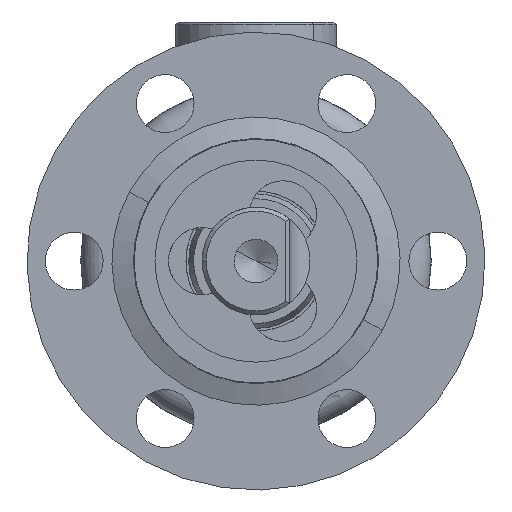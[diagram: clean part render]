
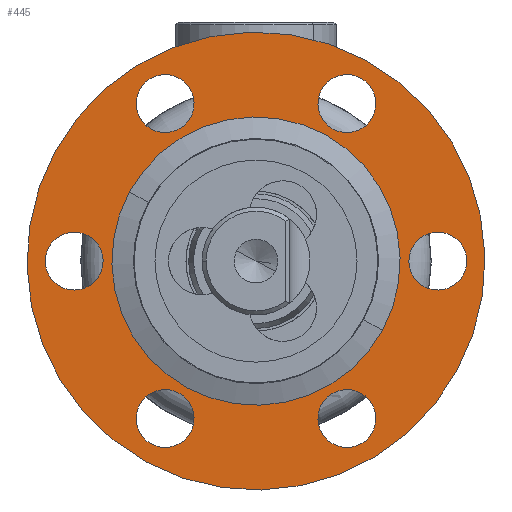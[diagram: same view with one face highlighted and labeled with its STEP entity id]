
A CAD part, left-side view. The second image highlights one B-rep face of the part: STEP entity #445.
In plain terms, the highlighted planar face has unit normal (-1, 0, 0).
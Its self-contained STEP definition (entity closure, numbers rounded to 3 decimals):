
#288=AXIS2_PLACEMENT_3D('Circle Axis2P3D',#286,#287,$) ;
#300=AXIS2_PLACEMENT_3D('Circle Axis2P3D',#298,#299,$) ;
#313=AXIS2_PLACEMENT_3D('Plane Axis2P3D',#310,#311,#312) ;
#321=AXIS2_PLACEMENT_3D('Circle Axis2P3D',#319,#320,$) ;
#330=AXIS2_PLACEMENT_3D('Circle Axis2P3D',#328,#329,$) ;
#339=AXIS2_PLACEMENT_3D('Circle Axis2P3D',#337,#338,$) ;
#348=AXIS2_PLACEMENT_3D('Circle Axis2P3D',#346,#347,$) ;
#357=AXIS2_PLACEMENT_3D('Circle Axis2P3D',#355,#356,$) ;
#366=AXIS2_PLACEMENT_3D('Circle Axis2P3D',#364,#365,$) ;
#375=AXIS2_PLACEMENT_3D('Circle Axis2P3D',#373,#374,$) ;
#384=AXIS2_PLACEMENT_3D('Circle Axis2P3D',#382,#383,$) ;
#393=AXIS2_PLACEMENT_3D('Circle Axis2P3D',#391,#392,$) ;
#402=AXIS2_PLACEMENT_3D('Circle Axis2P3D',#400,#401,$) ;
#411=AXIS2_PLACEMENT_3D('Circle Axis2P3D',#409,#410,$) ;
#420=AXIS2_PLACEMENT_3D('Circle Axis2P3D',#418,#419,$) ;
#429=AXIS2_PLACEMENT_3D('Circle Axis2P3D',#427,#428,$) ;
#438=AXIS2_PLACEMENT_3D('Circle Axis2P3D',#436,#437,$) ;
#276=CARTESIAN_POINT('Vertex',(0.,14.919,8.15)) ;
#283=CARTESIAN_POINT('Vertex',(0.,-14.919,-8.15)) ;
#286=CARTESIAN_POINT('Axis2P3D Location',(0.,0.,0.)) ;
#298=CARTESIAN_POINT('Axis2P3D Location',(0.,0.,0.)) ;
#310=CARTESIAN_POINT('Axis2P3D Location',(0.,10.7,0.)) ;
#319=CARTESIAN_POINT('Axis2P3D Location',(0.,-13.5,0.)) ;
#323=CARTESIAN_POINT('Vertex',(0.,-15.387,-1.031)) ;
#325=CARTESIAN_POINT('Vertex',(0.,-11.613,1.031)) ;
#328=CARTESIAN_POINT('Axis2P3D Location',(0.,-13.5,0.)) ;
#337=CARTESIAN_POINT('Axis2P3D Location',(0.,0.,0.)) ;
#341=CARTESIAN_POINT('Vertex',(0.,-9.39,-5.13)) ;
#343=CARTESIAN_POINT('Vertex',(0.,9.39,5.13)) ;
#346=CARTESIAN_POINT('Axis2P3D Location',(0.,0.,0.)) ;
#355=CARTESIAN_POINT('Axis2P3D Location',(0.,-6.75,-11.691)) ;
#359=CARTESIAN_POINT('Vertex',(0.,-4.863,-10.661)) ;
#361=CARTESIAN_POINT('Vertex',(0.,-8.637,-12.722)) ;
#364=CARTESIAN_POINT('Axis2P3D Location',(0.,-6.75,-11.691)) ;
#373=CARTESIAN_POINT('Axis2P3D Location',(0.,6.75,-11.691)) ;
#377=CARTESIAN_POINT('Vertex',(0.,8.637,-10.661)) ;
#379=CARTESIAN_POINT('Vertex',(0.,4.863,-12.722)) ;
#382=CARTESIAN_POINT('Axis2P3D Location',(0.,6.75,-11.691)) ;
#391=CARTESIAN_POINT('Axis2P3D Location',(0.,13.5,0.)) ;
#395=CARTESIAN_POINT('Vertex',(0.,15.387,1.031)) ;
#397=CARTESIAN_POINT('Vertex',(0.,11.613,-1.031)) ;
#400=CARTESIAN_POINT('Axis2P3D Location',(0.,13.5,0.)) ;
#409=CARTESIAN_POINT('Axis2P3D Location',(0.,6.75,11.691)) ;
#413=CARTESIAN_POINT('Vertex',(0.,8.637,12.722)) ;
#415=CARTESIAN_POINT('Vertex',(0.,4.863,10.661)) ;
#418=CARTESIAN_POINT('Axis2P3D Location',(0.,6.75,11.691)) ;
#427=CARTESIAN_POINT('Axis2P3D Location',(0.,-6.75,11.691)) ;
#431=CARTESIAN_POINT('Vertex',(0.,-4.863,12.722)) ;
#433=CARTESIAN_POINT('Vertex',(0.,-8.637,10.661)) ;
#436=CARTESIAN_POINT('Axis2P3D Location',(0.,-6.75,11.691)) ;
#287=DIRECTION('Axis2P3D Direction',(1.,0.,0.)) ;
#299=DIRECTION('Axis2P3D Direction',(1.,0.,0.)) ;
#311=DIRECTION('Axis2P3D Direction',(1.,0.,0.)) ;
#312=DIRECTION('Axis2P3D XDirection',(0.,1.,0.)) ;
#320=DIRECTION('Axis2P3D Direction',(1.,0.,0.)) ;
#329=DIRECTION('Axis2P3D Direction',(1.,0.,0.)) ;
#338=DIRECTION('Axis2P3D Direction',(1.,0.,0.)) ;
#347=DIRECTION('Axis2P3D Direction',(1.,0.,0.)) ;
#356=DIRECTION('Axis2P3D Direction',(1.,0.,0.)) ;
#365=DIRECTION('Axis2P3D Direction',(1.,0.,0.)) ;
#374=DIRECTION('Axis2P3D Direction',(1.,0.,0.)) ;
#383=DIRECTION('Axis2P3D Direction',(1.,0.,0.)) ;
#392=DIRECTION('Axis2P3D Direction',(1.,0.,0.)) ;
#401=DIRECTION('Axis2P3D Direction',(1.,0.,0.)) ;
#410=DIRECTION('Axis2P3D Direction',(1.,0.,0.)) ;
#419=DIRECTION('Axis2P3D Direction',(1.,0.,0.)) ;
#428=DIRECTION('Axis2P3D Direction',(1.,0.,0.)) ;
#437=DIRECTION('Axis2P3D Direction',(1.,0.,0.)) ;
#316=ORIENTED_EDGE('',*,*,#302,.F.) ;
#317=ORIENTED_EDGE('',*,*,#290,.F.) ;
#334=ORIENTED_EDGE('',*,*,#327,.T.) ;
#335=ORIENTED_EDGE('',*,*,#332,.T.) ;
#352=ORIENTED_EDGE('',*,*,#345,.T.) ;
#353=ORIENTED_EDGE('',*,*,#350,.T.) ;
#370=ORIENTED_EDGE('',*,*,#363,.T.) ;
#371=ORIENTED_EDGE('',*,*,#368,.T.) ;
#388=ORIENTED_EDGE('',*,*,#381,.T.) ;
#389=ORIENTED_EDGE('',*,*,#386,.T.) ;
#406=ORIENTED_EDGE('',*,*,#399,.T.) ;
#407=ORIENTED_EDGE('',*,*,#404,.T.) ;
#424=ORIENTED_EDGE('',*,*,#417,.T.) ;
#425=ORIENTED_EDGE('',*,*,#422,.T.) ;
#442=ORIENTED_EDGE('',*,*,#435,.T.) ;
#443=ORIENTED_EDGE('',*,*,#440,.T.) ;
#336=FACE_BOUND('',#333,.T.) ;
#354=FACE_BOUND('',#351,.T.) ;
#372=FACE_BOUND('',#369,.T.) ;
#390=FACE_BOUND('',#387,.T.) ;
#408=FACE_BOUND('',#405,.T.) ;
#426=FACE_BOUND('',#423,.T.) ;
#444=FACE_BOUND('',#441,.T.) ;
#445=ADVANCED_FACE('Hauptk\X2\00F6\X0\rper',(#318,#336,#354,#372,#390,#408,#426,#444),#314,.F.) ;
#289=CIRCLE('generated circle',#288,17.) ;
#301=CIRCLE('generated circle',#300,17.) ;
#322=CIRCLE('generated circle',#321,2.15) ;
#331=CIRCLE('generated circle',#330,2.15) ;
#340=CIRCLE('generated circle',#339,10.7) ;
#349=CIRCLE('generated circle',#348,10.7) ;
#358=CIRCLE('generated circle',#357,2.15) ;
#367=CIRCLE('generated circle',#366,2.15) ;
#376=CIRCLE('generated circle',#375,2.15) ;
#385=CIRCLE('generated circle',#384,2.15) ;
#394=CIRCLE('generated circle',#393,2.15) ;
#403=CIRCLE('generated circle',#402,2.15) ;
#412=CIRCLE('generated circle',#411,2.15) ;
#421=CIRCLE('generated circle',#420,2.15) ;
#430=CIRCLE('generated circle',#429,2.15) ;
#439=CIRCLE('generated circle',#438,2.15) ;
#290=EDGE_CURVE('',#284,#277,#289,.T.) ;
#302=EDGE_CURVE('',#277,#284,#301,.T.) ;
#327=EDGE_CURVE('',#324,#326,#322,.T.) ;
#332=EDGE_CURVE('',#326,#324,#331,.T.) ;
#345=EDGE_CURVE('',#342,#344,#340,.T.) ;
#350=EDGE_CURVE('',#344,#342,#349,.T.) ;
#363=EDGE_CURVE('',#360,#362,#358,.T.) ;
#368=EDGE_CURVE('',#362,#360,#367,.T.) ;
#381=EDGE_CURVE('',#378,#380,#376,.T.) ;
#386=EDGE_CURVE('',#380,#378,#385,.T.) ;
#399=EDGE_CURVE('',#396,#398,#394,.T.) ;
#404=EDGE_CURVE('',#398,#396,#403,.T.) ;
#417=EDGE_CURVE('',#414,#416,#412,.T.) ;
#422=EDGE_CURVE('',#416,#414,#421,.T.) ;
#435=EDGE_CURVE('',#432,#434,#430,.T.) ;
#440=EDGE_CURVE('',#434,#432,#439,.T.) ;
#315=EDGE_LOOP('',(#316,#317)) ;
#333=EDGE_LOOP('',(#334,#335)) ;
#351=EDGE_LOOP('',(#352,#353)) ;
#369=EDGE_LOOP('',(#370,#371)) ;
#387=EDGE_LOOP('',(#388,#389)) ;
#405=EDGE_LOOP('',(#406,#407)) ;
#423=EDGE_LOOP('',(#424,#425)) ;
#441=EDGE_LOOP('',(#442,#443)) ;
#318=FACE_OUTER_BOUND('',#315,.T.) ;
#314=PLANE('',#313) ;
#277=VERTEX_POINT('',#276) ;
#284=VERTEX_POINT('',#283) ;
#324=VERTEX_POINT('',#323) ;
#326=VERTEX_POINT('',#325) ;
#342=VERTEX_POINT('',#341) ;
#344=VERTEX_POINT('',#343) ;
#360=VERTEX_POINT('',#359) ;
#362=VERTEX_POINT('',#361) ;
#378=VERTEX_POINT('',#377) ;
#380=VERTEX_POINT('',#379) ;
#396=VERTEX_POINT('',#395) ;
#398=VERTEX_POINT('',#397) ;
#414=VERTEX_POINT('',#413) ;
#416=VERTEX_POINT('',#415) ;
#432=VERTEX_POINT('',#431) ;
#434=VERTEX_POINT('',#433) ;
